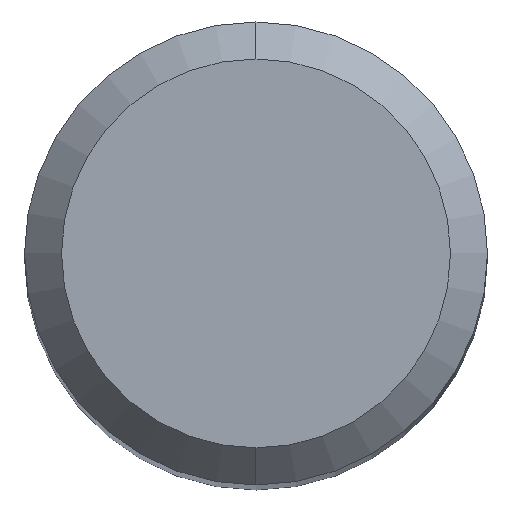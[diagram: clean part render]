
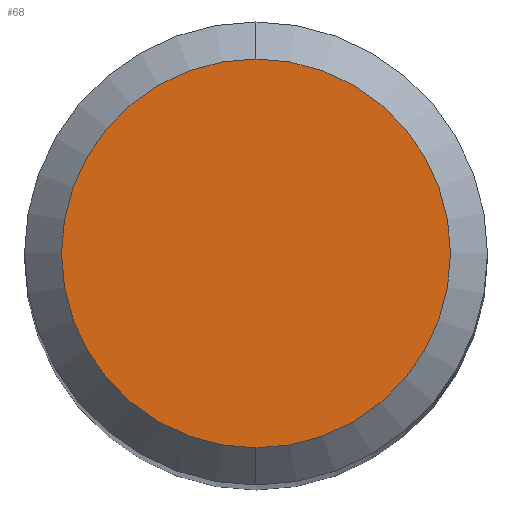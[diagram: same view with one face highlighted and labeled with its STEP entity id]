
A CAD part, top view. The second image highlights one B-rep face of the part: STEP entity #68.
In plain terms, the highlighted planar face has unit normal (0, 0, 1).
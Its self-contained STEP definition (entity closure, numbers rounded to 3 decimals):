
#68=ADVANCED_FACE('',(#144),#145,.T.);
#144=FACE_OUTER_BOUND('',#227,.T.);
#145=PLANE('',#228);
#227=EDGE_LOOP('',(#339,#340));
#228=AXIS2_PLACEMENT_3D('',#341,#342,#343);
#339=ORIENTED_EDGE('',*,*,#440,.F.);
#340=ORIENTED_EDGE('',*,*,#460,.F.);
#341=CARTESIAN_POINT('',(0.,1.26,36.0));
#342=DIRECTION('',(0.,0.0,1.0));
#343=DIRECTION('',(0.0,-1.0,0.0));
#440=EDGE_CURVE('',#516,#518,#519,.T.);
#460=EDGE_CURVE('',#518,#516,#546,.T.);
#516=VERTEX_POINT('',#600);
#518=VERTEX_POINT('',#603);
#519=CIRCLE('',#604,2.52);
#546=CIRCLE('',#634,2.52);
#600=CARTESIAN_POINT('',(0.,2.52,36.0));
#603=CARTESIAN_POINT('',(0.,-2.52,36.0));
#604=AXIS2_PLACEMENT_3D('',#679,#680,#681);
#634=AXIS2_PLACEMENT_3D('',#715,#716,#717);
#679=CARTESIAN_POINT('',(0.,0.0,36.0));
#680=DIRECTION('',(0.,0.0,-1.0));
#681=DIRECTION('',(0.0,1.0,0.0));
#715=CARTESIAN_POINT('',(0.,0.0,36.0));
#716=DIRECTION('',(0.,0.0,-1.0));
#717=DIRECTION('',(0.0,1.0,0.0));
